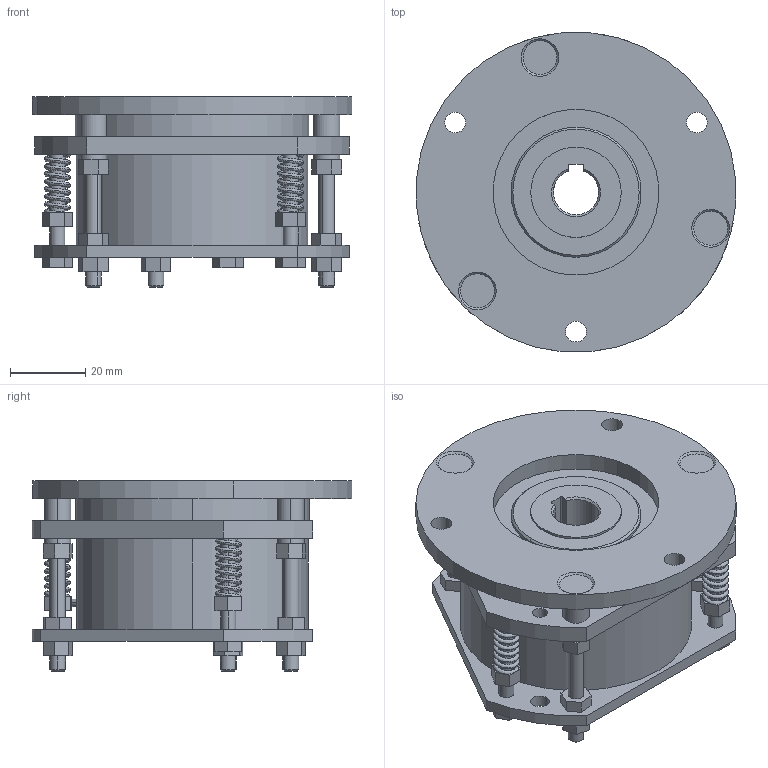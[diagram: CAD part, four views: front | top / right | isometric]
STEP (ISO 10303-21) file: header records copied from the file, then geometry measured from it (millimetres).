
FILE_DESCRIPTION (( 'STEP AP203' ), '1' );
FILE_NAME ('MNB 0.2K-N_23780200.STEP', '2016-06-06T06:20:32', ( ' ' ), ( '' ), 'SwSTEP 2.0', 'SolidWorks 2009', '' );
FILE_SCHEMA (( 'CONFIG_CONTROL_DESIGN' ));
Length unit declared in the file: millimetre
Products named in the file (1): MNB 0.2K-N_23780200
Bounding box: 84.68 x 84.84 x 50.5 mm (x, y, z)
Volume: 133712.4 mm3; surface area: 41437.6 mm2
Topology: 1 solids, 2 shells, 293 faces, 715 edges, 460 vertices
Faces by surface type: plane 162, cylinder 97, cone 24, bspline 6, torus 4
Entity records: 15996 total; most frequent: CARTESIAN_POINT 8808, DIRECTION 1503, ORIENTED_EDGE 1422, EDGE_CURVE 711, AXIS2_PLACEMENT_3D 533, VERTEX_POINT 460, LINE 437, VECTOR 437
